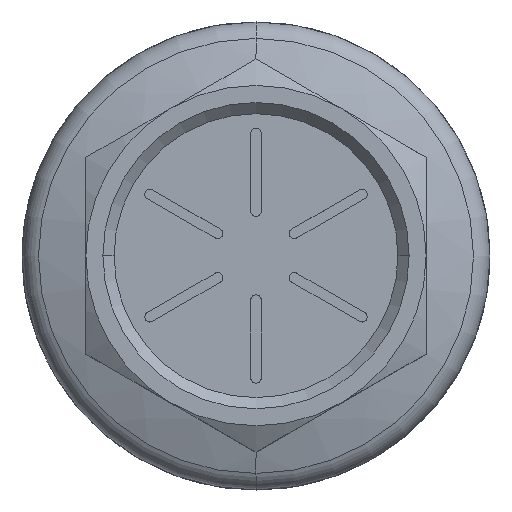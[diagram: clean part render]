
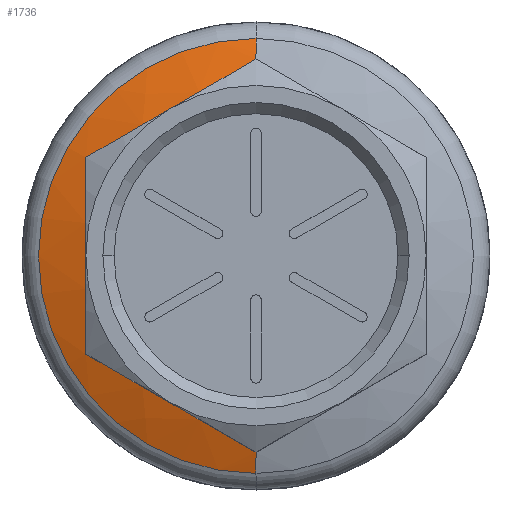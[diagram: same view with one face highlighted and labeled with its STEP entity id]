
A CAD part, top view. The second image highlights one B-rep face of the part: STEP entity #1736.
In plain terms, the highlighted spherical face has radius 22.894 mm.
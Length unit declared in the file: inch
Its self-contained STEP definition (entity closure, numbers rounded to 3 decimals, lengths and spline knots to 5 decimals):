
#41 = CIRCLE ( 'NONE', #7005, 0.90132 ) ;
#295 = CARTESIAN_POINT ( 'NONE',  ( -0.25, 0., -0.32226 ) ) ;
#761 = FACE_OUTER_BOUND ( 'NONE', #4705, .T. ) ;
#958 = ORIENTED_EDGE ( 'NONE', *, *, #8080, .F. ) ;
#1037 = CIRCLE ( 'NONE', #10305, 0.86596 ) ;
#1080 = ORIENTED_EDGE ( 'NONE', *, *, #7319, .T. ) ;
#1202 = CARTESIAN_POINT ( 'NONE',  ( 0., 0.28868, 0.53158 ) ) ;
#1316 = DIRECTION ( 'NONE',  ( 0., -1., 0. ) ) ;
#1397 = ORIENTED_EDGE ( 'NONE', *, *, #7330, .F. ) ;
#1736 = ADVANCED_FACE ( 'NONE', ( #761 ), #2376, .T. ) ;
#2071 = DIRECTION ( 'NONE',  ( 0.866, -0.5, 0. ) ) ;
#2349 = DIRECTION ( 'NONE',  ( 1., 0., 0. ) ) ;
#2359 = VERTEX_POINT ( 'NONE', #1202 ) ;
#2376 = SPHERICAL_SURFACE ( 'NONE', #8605, 0.90132 ) ;
#3088 = DIRECTION ( 'NONE',  ( 0., 1., 0. ) ) ;
#3140 = DIRECTION ( 'NONE',  ( 0., -1., 0. ) ) ;
#3393 = EDGE_CURVE ( 'NONE', #8951, #8898, #4513, .T. ) ;
#3453 = CARTESIAN_POINT ( 'NONE',  ( 0., 0.31954, 0.52052 ) ) ;
#3588 = EDGE_CURVE ( 'NONE', #11813, #8898, #8199, .T. ) ;
#3692 = AXIS2_PLACEMENT_3D ( 'NONE', #7283, #10342, #1316 ) ;
#3785 = EDGE_CURVE ( 'NONE', #5903, #2359, #41, .T. ) ;
#4207 = DIRECTION ( 'NONE',  ( -0.866, -0.5, 0. ) ) ;
#4389 = DIRECTION ( 'NONE',  ( 0., -1., 0. ) ) ;
#4399 = AXIS2_PLACEMENT_3D ( 'NONE', #6366, #8198, #4207 ) ;
#4437 = AXIS2_PLACEMENT_3D ( 'NONE', #9223, #5145, #2071 ) ;
#4513 = CIRCLE ( 'NONE', #4437, 0.86596 ) ;
#4705 = EDGE_LOOP ( 'NONE', ( #1080, #8753, #6141, #1397, #958, #7312 ) ) ;
#4978 = CARTESIAN_POINT ( 'NONE',  ( -0.25, 0.14434, 0.53158 ) ) ;
#5145 = DIRECTION ( 'NONE',  ( 0.5, 0.866, 0. ) ) ;
#5903 = VERTEX_POINT ( 'NONE', #3453 ) ;
#6141 = ORIENTED_EDGE ( 'NONE', *, *, #3393, .F. ) ;
#6144 = DIRECTION ( 'NONE',  ( -1., 0., 0. ) ) ;
#6277 = DIRECTION ( 'NONE',  ( 0., 0., -1. ) ) ;
#6366 = CARTESIAN_POINT ( 'NONE',  ( -0.125, 0.21651, -0.32226 ) ) ;
#7005 = AXIS2_PLACEMENT_3D ( 'NONE', #8334, #11298, #6277 ) ;
#7283 = CARTESIAN_POINT ( 'NONE',  ( 0., 0., 0.52052 ) ) ;
#7312 = ORIENTED_EDGE ( 'NONE', *, *, #3785, .F. ) ;
#7319 = EDGE_CURVE ( 'NONE', #5903, #11813, #12204, .T. ) ;
#7330 = EDGE_CURVE ( 'NONE', #11173, #8951, #1037, .T. ) ;
#7487 = CARTESIAN_POINT ( 'NONE',  ( 0., 0., -0.32226 ) ) ;
#8080 = EDGE_CURVE ( 'NONE', #2359, #11173, #13161, .T. ) ;
#8198 = DIRECTION ( 'NONE',  ( 0.5, -0.866, 0. ) ) ;
#8199 = CIRCLE ( 'NONE', #9494, 0.90132 ) ;
#8334 = CARTESIAN_POINT ( 'NONE',  ( 0., 0., -0.32226 ) ) ;
#8605 = AXIS2_PLACEMENT_3D ( 'NONE', #9184, #6144, #3088 ) ;
#8753 = ORIENTED_EDGE ( 'NONE', *, *, #3588, .T. ) ;
#8898 = VERTEX_POINT ( 'NONE', #10149 ) ;
#8951 = VERTEX_POINT ( 'NONE', #13163 ) ;
#9184 = CARTESIAN_POINT ( 'NONE',  ( 0., 0., -0.32226 ) ) ;
#9223 = CARTESIAN_POINT ( 'NONE',  ( -0.125, -0.21651, -0.32226 ) ) ;
#9494 = AXIS2_PLACEMENT_3D ( 'NONE', #7487, #10546, #4389 ) ;
#10149 = CARTESIAN_POINT ( 'NONE',  ( 0., -0.28868, 0.53158 ) ) ;
#10305 = AXIS2_PLACEMENT_3D ( 'NONE', #295, #2349, #3140 ) ;
#10342 = DIRECTION ( 'NONE',  ( 0., 0., 1. ) ) ;
#10546 = DIRECTION ( 'NONE',  ( -1., 0., 0. ) ) ;
#11173 = VERTEX_POINT ( 'NONE', #4978 ) ;
#11298 = DIRECTION ( 'NONE',  ( 1., 0., 0. ) ) ;
#11813 = VERTEX_POINT ( 'NONE', #13091 ) ;
#12204 = CIRCLE ( 'NONE', #3692, 0.31954 ) ;
#13091 = CARTESIAN_POINT ( 'NONE',  ( 0., -0.31954, 0.52052 ) ) ;
#13161 = CIRCLE ( 'NONE', #4399, 0.86596 ) ;
#13163 = CARTESIAN_POINT ( 'NONE',  ( -0.25, -0.14434, 0.53158 ) ) ;
